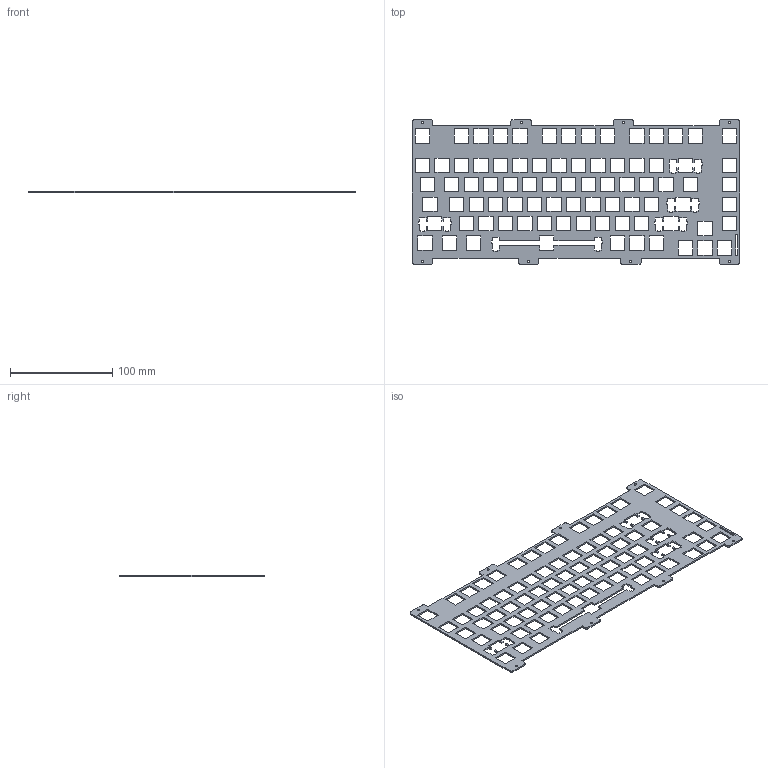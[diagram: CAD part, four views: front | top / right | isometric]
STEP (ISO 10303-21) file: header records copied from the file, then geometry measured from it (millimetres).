
FILE_DESCRIPTION(/* description */ (''),/* implementation_level */ '2;1');
FILE_NAME(/* name */ '',/* time_stamp */ '2025-06-28T21:13:10+08:00',/* author */ (''),/* organization */ (''),/* preprocessor_version */ 'ST-DEVELOPER v20.1',/* originating_system */ 'Autodesk Translation Framework v14.10.0.0',/* authorisation */ '');
FILE_SCHEMA (('AUTOMOTIVE_DESIGN { 1 0 10303 214 3 1 1 }'));
Length unit declared in the file: millimetre
Products named in the file (1): 定位板
Bounding box: 320.04 x 141.54 x 1.5 mm (x, y, z)
Volume: 37422.6 mm3; surface area: 59174.1 mm2
Topology: 1 solids, 1 shells, 546 faces, 1632 edges, 1088 vertices
Faces by surface type: plane 522, cylinder 24
Full cylindrical faces by diameter (mm): 2.2 x8
Entity records: 18428 total; most frequent: CARTESIAN_POINT 3267, ORIENTED_EDGE 3264, DIRECTION 2774, EDGE_CURVE 1632, LINE 1584, VECTOR 1584, VERTEX_POINT 1088, EDGE_LOOP 728
